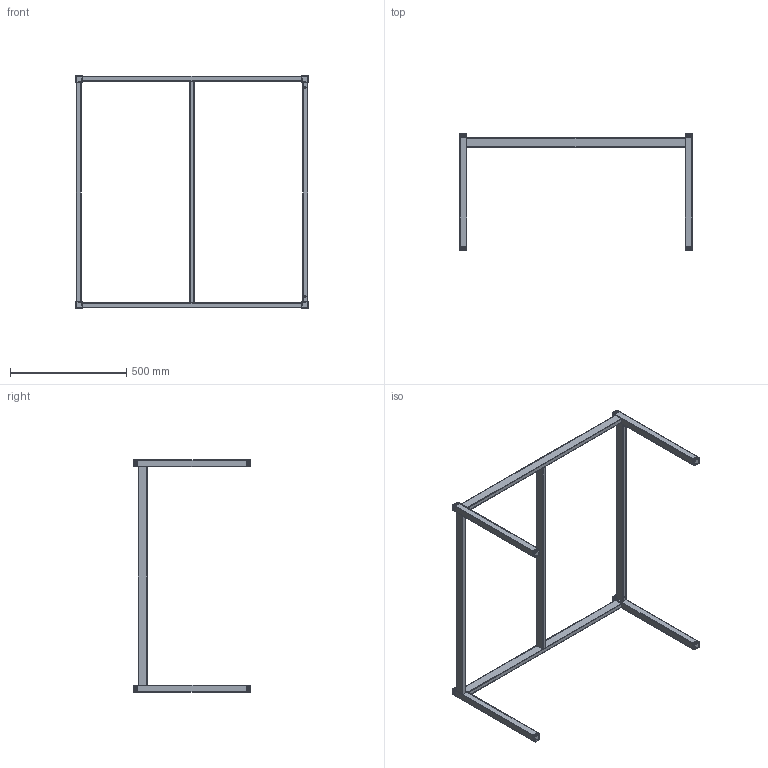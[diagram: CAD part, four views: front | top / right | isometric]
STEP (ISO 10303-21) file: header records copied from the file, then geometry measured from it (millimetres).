
FILE_DESCRIPTION (( 'STEP AP203' ), '1' );
FILE_NAME ('T76100.STEP', '2018-09-06T15:44:50', ( '' ), ( '' ), 'SwSTEP 2.0', 'SolidWorks 2016', '' );
FILE_SCHEMA (( 'CONFIG_CONTROL_DESIGN' ));
Length unit declared in the file: millimetre
Products named in the file (7): TH1047; 40 X 20 X 1.5 X 940 S275MS_Z050000028; T76100; T77700; 40 X 20 X 1.5 X 954 S275MS; 30 X 30 X 1.5 X 494 S275MS_Z040000120
Assembly tree (18 placements, depth 3):
  T76100
    TH1047
      40 X 20 X 1.5 X 954 S275MS
      30 X 30 X 1.5 X 494 S275MS_Z040000120  x4
      40 X 20 X 1.5 X 940 S275MS_Z050000028  x3
      40 X 20 X 1.5 X 940 S275MS_Z050000028
    T77700  x8
Bounding box: 1000 x 502 x 1000 mm (x, y, z)
Volume: 1172418 mm3; surface area: 1554435 mm2
Topology: 17 solids, 17 shells, 690 faces, 1712 edges, 1120 vertices
Faces by surface type: plane 458, cylinder 200, torus 32
Entity records: 5045 total; most frequent: DIRECTION 716, CARTESIAN_POINT 696, ORIENTED_EDGE 656, EDGE_CURVE 328, LINE 244, VECTOR 244, AXIS2_PLACEMENT_3D 236, VERTEX_POINT 216
